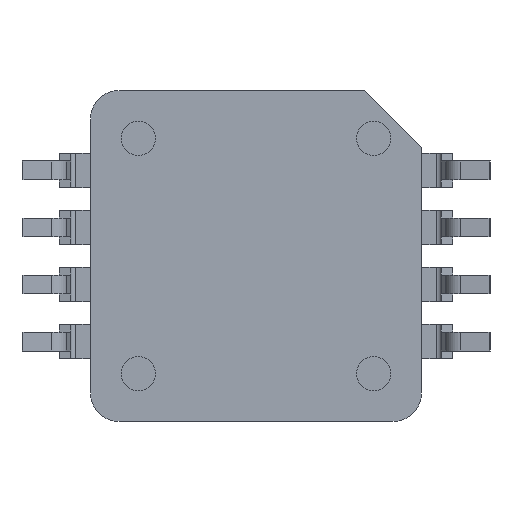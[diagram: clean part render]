
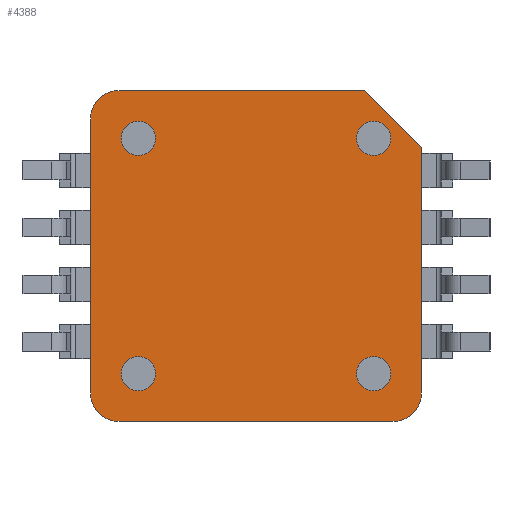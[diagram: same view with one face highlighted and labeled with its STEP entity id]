
A CAD part, front view. The second image highlights one B-rep face of the part: STEP entity #4388.
In plain terms, the highlighted planar face has unit normal (0, -1, 0).
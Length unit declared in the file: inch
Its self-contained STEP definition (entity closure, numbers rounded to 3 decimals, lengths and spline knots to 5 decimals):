
#34 = VERTEX_POINT ( 'NONE', #5628 ) ;
#55 = LINE ( 'NONE', #3735, #3526 ) ;
#79 = DIRECTION ( 'NONE',  ( 0., 0., -1. ) ) ;
#212 = LINE ( 'NONE', #552, #485 ) ;
#290 = CARTESIAN_POINT ( 'NONE',  ( 0.10307, 0., 0.08807 ) ) ;
#337 = CARTESIAN_POINT ( 'NONE',  ( 0.10307, 0., 0.11807 ) ) ;
#340 = CIRCLE ( 'NONE', #1660, 0.015 ) ;
#349 = CIRCLE ( 'NONE', #3695, 0.025 ) ;
#385 = CARTESIAN_POINT ( 'NONE',  ( -0.10307, 0., 0.10307 ) ) ;
#434 = VERTEX_POINT ( 'NONE', #3321 ) ;
#462 = DIRECTION ( 'NONE',  ( 0., -1., 0. ) ) ;
#478 = ORIENTED_EDGE ( 'NONE', *, *, #1490, .F. ) ;
#485 = VECTOR ( 'NONE', #1827, 39.37008 ) ;
#542 = FACE_BOUND ( 'NONE', #5196, .T. ) ;
#543 = DIRECTION ( 'NONE',  ( 0., -1., 0. ) ) ;
#552 = CARTESIAN_POINT ( 'NONE',  ( 0.12, 0., -0.145 ) ) ;
#607 = CARTESIAN_POINT ( 'NONE',  ( 0.10307, 0., -0.10307 ) ) ;
#698 = DIRECTION ( 'NONE',  ( 0., 0., 1. ) ) ;
#744 = ORIENTED_EDGE ( 'NONE', *, *, #1447, .F. ) ;
#751 = CIRCLE ( 'NONE', #1476, 0.015 ) ;
#763 = EDGE_CURVE ( 'NONE', #3871, #4929, #4458, .T. ) ;
#764 = CIRCLE ( 'NONE', #4296, 0.015 ) ;
#872 = CARTESIAN_POINT ( 'NONE',  ( 0.10307, 0., -0.10307 ) ) ;
#875 = AXIS2_PLACEMENT_3D ( 'NONE', #4993, #4973, #79 ) ;
#919 = DIRECTION ( 'NONE',  ( 0., 0., -1. ) ) ;
#937 = EDGE_CURVE ( 'NONE', #1997, #434, #1016, .T. ) ;
#1008 = DIRECTION ( 'NONE',  ( 0., 0., -1. ) ) ;
#1016 = CIRCLE ( 'NONE', #5112, 0.025 ) ;
#1054 = FACE_OUTER_BOUND ( 'NONE', #3118, .T. ) ;
#1243 = CARTESIAN_POINT ( 'NONE',  ( -0.145, 0., 0.12 ) ) ;
#1249 = DIRECTION ( 'NONE',  ( 0., 0., -1. ) ) ;
#1258 = CARTESIAN_POINT ( 'NONE',  ( 0.145, 0., 0.095 ) ) ;
#1274 = CIRCLE ( 'NONE', #2771, 0.015 ) ;
#1396 = EDGE_LOOP ( 'NONE', ( #4313, #1643 ) ) ;
#1447 = EDGE_CURVE ( 'NONE', #1792, #1858, #4515, .T. ) ;
#1461 = DIRECTION ( 'NONE',  ( 0.707, 0., -0.707 ) ) ;
#1476 = AXIS2_PLACEMENT_3D ( 'NONE', #1784, #1848, #2770 ) ;
#1490 = EDGE_CURVE ( 'NONE', #3275, #2519, #1775, .T. ) ;
#1643 = ORIENTED_EDGE ( 'NONE', *, *, #763, .F. ) ;
#1660 = AXIS2_PLACEMENT_3D ( 'NONE', #607, #543, #1008 ) ;
#1716 = DIRECTION ( 'NONE',  ( 0., 0., 1. ) ) ;
#1736 = DIRECTION ( 'NONE',  ( 0., -1., 0. ) ) ;
#1758 = FACE_BOUND ( 'NONE', #1396, .T. ) ;
#1775 = CIRCLE ( 'NONE', #875, 0.015 ) ;
#1783 = ORIENTED_EDGE ( 'NONE', *, *, #2089, .F. ) ;
#1784 = CARTESIAN_POINT ( 'NONE',  ( -0.10307, 0., -0.10307 ) ) ;
#1792 = VERTEX_POINT ( 'NONE', #4713 ) ;
#1813 = EDGE_CURVE ( 'NONE', #4626, #1792, #5271, .T. ) ;
#1827 = DIRECTION ( 'NONE',  ( -1., 0., 0. ) ) ;
#1842 = EDGE_LOOP ( 'NONE', ( #2268, #4800 ) ) ;
#1848 = DIRECTION ( 'NONE',  ( 0., -1., 0. ) ) ;
#1858 = VERTEX_POINT ( 'NONE', #2811 ) ;
#1944 = CARTESIAN_POINT ( 'NONE',  ( -0.145, 0., 0.12 ) ) ;
#1997 = VERTEX_POINT ( 'NONE', #3435 ) ;
#2036 = AXIS2_PLACEMENT_3D ( 'NONE', #872, #462, #5806 ) ;
#2080 = CARTESIAN_POINT ( 'NONE',  ( -0.12, 0., -0.145 ) ) ;
#2089 = EDGE_CURVE ( 'NONE', #2527, #1997, #4179, .T. ) ;
#2193 = DIRECTION ( 'NONE',  ( 0., -1., 0. ) ) ;
#2230 = PLANE ( 'NONE',  #4046 ) ;
#2243 = FACE_BOUND ( 'NONE', #1842, .T. ) ;
#2268 = ORIENTED_EDGE ( 'NONE', *, *, #4150, .F. ) ;
#2278 = ORIENTED_EDGE ( 'NONE', *, *, #3699, .F. ) ;
#2322 = DIRECTION ( 'NONE',  ( 0., -1., 0. ) ) ;
#2375 = EDGE_CURVE ( 'NONE', #34, #3708, #2830, .T. ) ;
#2472 = CARTESIAN_POINT ( 'NONE',  ( 0.10307, 0., -0.11807 ) ) ;
#2519 = VERTEX_POINT ( 'NONE', #337 ) ;
#2527 = VERTEX_POINT ( 'NONE', #1258 ) ;
#2630 = DIRECTION ( 'NONE',  ( 0., 0., -1. ) ) ;
#2757 = CARTESIAN_POINT ( 'NONE',  ( 0.10307, 0., 0.10307 ) ) ;
#2770 = DIRECTION ( 'NONE',  ( 0., 0., -1. ) ) ;
#2771 = AXIS2_PLACEMENT_3D ( 'NONE', #5333, #2984, #4466 ) ;
#2811 = CARTESIAN_POINT ( 'NONE',  ( 0.095, 0., 0.145 ) ) ;
#2830 = CIRCLE ( 'NONE', #2036, 0.015 ) ;
#2833 = CARTESIAN_POINT ( 'NONE',  ( -0.10307, 0., -0.08807 ) ) ;
#2882 = DIRECTION ( 'NONE',  ( 0., 1., 0. ) ) ;
#2963 = CARTESIAN_POINT ( 'NONE',  ( -0.145, 0., -0.12 ) ) ;
#2969 = ORIENTED_EDGE ( 'NONE', *, *, #937, .F. ) ;
#2984 = DIRECTION ( 'NONE',  ( 0., -1., 0. ) ) ;
#3059 = VECTOR ( 'NONE', #4517, 39.37008 ) ;
#3075 = CARTESIAN_POINT ( 'NONE',  ( -0.10307, 0., 0.08807 ) ) ;
#3118 = EDGE_LOOP ( 'NONE', ( #744, #3487, #4748, #2278, #3280, #2969, #1783, #3905 ) ) ;
#3275 = VERTEX_POINT ( 'NONE', #290 ) ;
#3280 = ORIENTED_EDGE ( 'NONE', *, *, #3484, .F. ) ;
#3321 = CARTESIAN_POINT ( 'NONE',  ( 0.12, 0., -0.145 ) ) ;
#3405 = DIRECTION ( 'NONE',  ( 0., 1., 0. ) ) ;
#3435 = CARTESIAN_POINT ( 'NONE',  ( 0.145, 0., -0.12 ) ) ;
#3484 = EDGE_CURVE ( 'NONE', #434, #4781, #212, .T. ) ;
#3487 = ORIENTED_EDGE ( 'NONE', *, *, #1813, .F. ) ;
#3526 = VECTOR ( 'NONE', #1461, 39.37008 ) ;
#3566 = CARTESIAN_POINT ( 'NONE',  ( -0.12, 0., 0.12 ) ) ;
#3608 = DIRECTION ( 'NONE',  ( 0., 0., -1. ) ) ;
#3613 = ORIENTED_EDGE ( 'NONE', *, *, #5371, .F. ) ;
#3695 = AXIS2_PLACEMENT_3D ( 'NONE', #4260, #2882, #5593 ) ;
#3699 = EDGE_CURVE ( 'NONE', #4781, #5470, #349, .T. ) ;
#3708 = VERTEX_POINT ( 'NONE', #2472 ) ;
#3735 = CARTESIAN_POINT ( 'NONE',  ( 0.145, 0., 0.095 ) ) ;
#3871 = VERTEX_POINT ( 'NONE', #5672 ) ;
#3905 = ORIENTED_EDGE ( 'NONE', *, *, #5667, .F. ) ;
#3954 = CARTESIAN_POINT ( 'NONE',  ( 0.145, 0., 0.095 ) ) ;
#3962 = CARTESIAN_POINT ( 'NONE',  ( -0.10307, 0., -0.11807 ) ) ;
#3963 = EDGE_CURVE ( 'NONE', #5718, #5510, #1274, .T. ) ;
#4019 = DIRECTION ( 'NONE',  ( 0., 0., -1. ) ) ;
#4046 = AXIS2_PLACEMENT_3D ( 'NONE', #3566, #4916, #4019 ) ;
#4056 = CARTESIAN_POINT ( 'NONE',  ( -0.12, 0., 0.12 ) ) ;
#4059 = CARTESIAN_POINT ( 'NONE',  ( 0.095, 0., 0.145 ) ) ;
#4118 = EDGE_CURVE ( 'NONE', #2519, #3275, #4965, .T. ) ;
#4150 = EDGE_CURVE ( 'NONE', #3708, #34, #340, .T. ) ;
#4166 = ORIENTED_EDGE ( 'NONE', *, *, #3963, .F. ) ;
#4175 = AXIS2_PLACEMENT_3D ( 'NONE', #2757, #2322, #3608 ) ;
#4179 = LINE ( 'NONE', #3954, #5681 ) ;
#4260 = CARTESIAN_POINT ( 'NONE',  ( -0.12, 0., -0.12 ) ) ;
#4296 = AXIS2_PLACEMENT_3D ( 'NONE', #385, #2193, #5316 ) ;
#4313 = ORIENTED_EDGE ( 'NONE', *, *, #5630, .F. ) ;
#4388 = ADVANCED_FACE ( 'NONE', ( #1758, #542, #5184, #2243, #1054 ), #2230, .T. ) ;
#4418 = CARTESIAN_POINT ( 'NONE',  ( -0.10307, 0., 0.10307 ) ) ;
#4458 = CIRCLE ( 'NONE', #5413, 0.015 ) ;
#4466 = DIRECTION ( 'NONE',  ( 0., 0., -1. ) ) ;
#4477 = VECTOR ( 'NONE', #1716, 39.37008 ) ;
#4515 = LINE ( 'NONE', #4059, #3059 ) ;
#4517 = DIRECTION ( 'NONE',  ( 1., 0., 0. ) ) ;
#4587 = EDGE_LOOP ( 'NONE', ( #3613, #4166 ) ) ;
#4626 = VERTEX_POINT ( 'NONE', #1944 ) ;
#4672 = AXIS2_PLACEMENT_3D ( 'NONE', #4056, #4868, #919 ) ;
#4713 = CARTESIAN_POINT ( 'NONE',  ( -0.12, 0., 0.145 ) ) ;
#4748 = ORIENTED_EDGE ( 'NONE', *, *, #5058, .F. ) ;
#4781 = VERTEX_POINT ( 'NONE', #2080 ) ;
#4800 = ORIENTED_EDGE ( 'NONE', *, *, #2375, .F. ) ;
#4868 = DIRECTION ( 'NONE',  ( 0., 1., 0. ) ) ;
#4916 = DIRECTION ( 'NONE',  ( 0., -1., 0. ) ) ;
#4929 = VERTEX_POINT ( 'NONE', #3075 ) ;
#4965 = CIRCLE ( 'NONE', #4175, 0.015 ) ;
#4973 = DIRECTION ( 'NONE',  ( 0., -1., 0. ) ) ;
#4993 = CARTESIAN_POINT ( 'NONE',  ( 0.10307, 0., 0.10307 ) ) ;
#5038 = CARTESIAN_POINT ( 'NONE',  ( 0.12, 0., -0.12 ) ) ;
#5058 = EDGE_CURVE ( 'NONE', #5470, #4626, #5379, .T. ) ;
#5112 = AXIS2_PLACEMENT_3D ( 'NONE', #5038, #3405, #698 ) ;
#5184 = FACE_BOUND ( 'NONE', #4587, .T. ) ;
#5196 = EDGE_LOOP ( 'NONE', ( #478, #5783 ) ) ;
#5271 = CIRCLE ( 'NONE', #4672, 0.025 ) ;
#5316 = DIRECTION ( 'NONE',  ( 0., 0., -1. ) ) ;
#5333 = CARTESIAN_POINT ( 'NONE',  ( -0.10307, 0., -0.10307 ) ) ;
#5371 = EDGE_CURVE ( 'NONE', #5510, #5718, #751, .T. ) ;
#5379 = LINE ( 'NONE', #1243, #4477 ) ;
#5413 = AXIS2_PLACEMENT_3D ( 'NONE', #4418, #1736, #2630 ) ;
#5470 = VERTEX_POINT ( 'NONE', #2963 ) ;
#5510 = VERTEX_POINT ( 'NONE', #3962 ) ;
#5593 = DIRECTION ( 'NONE',  ( 0., 0., 1. ) ) ;
#5628 = CARTESIAN_POINT ( 'NONE',  ( 0.10307, 0., -0.08807 ) ) ;
#5630 = EDGE_CURVE ( 'NONE', #4929, #3871, #764, .T. ) ;
#5667 = EDGE_CURVE ( 'NONE', #1858, #2527, #55, .T. ) ;
#5672 = CARTESIAN_POINT ( 'NONE',  ( -0.10307, 0., 0.11807 ) ) ;
#5681 = VECTOR ( 'NONE', #1249, 39.37008 ) ;
#5718 = VERTEX_POINT ( 'NONE', #2833 ) ;
#5783 = ORIENTED_EDGE ( 'NONE', *, *, #4118, .F. ) ;
#5806 = DIRECTION ( 'NONE',  ( 0., 0., -1. ) ) ;
